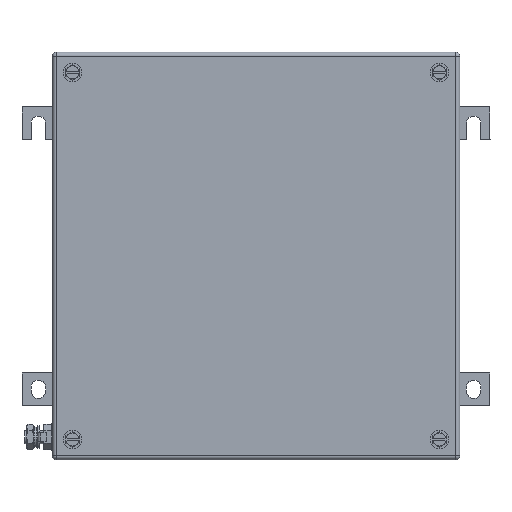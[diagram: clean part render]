
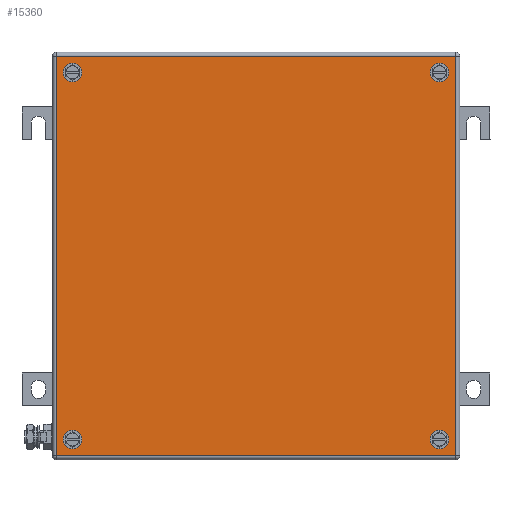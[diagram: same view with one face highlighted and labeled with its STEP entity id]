
A CAD part, top view. The second image highlights one B-rep face of the part: STEP entity #15360.
In plain terms, the highlighted planar face has unit normal (0, 0, 1).
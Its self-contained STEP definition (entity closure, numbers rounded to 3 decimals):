
#15234=AXIS2_PLACEMENT_3D('Circle Axis2P3D',#15232,#15233,$) ;
#15261=AXIS2_PLACEMENT_3D('Plane Axis2P3D',#15258,#15259,#15260) ;
#15299=AXIS2_PLACEMENT_3D('Circle Axis2P3D',#15297,#15298,$) ;
#15308=AXIS2_PLACEMENT_3D('Circle Axis2P3D',#15306,#15307,$) ;
#15317=AXIS2_PLACEMENT_3D('Circle Axis2P3D',#15315,#15316,$) ;
#15326=AXIS2_PLACEMENT_3D('Circle Axis2P3D',#15324,#15325,$) ;
#15335=AXIS2_PLACEMENT_3D('Circle Axis2P3D',#15333,#15334,$) ;
#15344=AXIS2_PLACEMENT_3D('Circle Axis2P3D',#15342,#15343,$) ;
#15353=AXIS2_PLACEMENT_3D('Circle Axis2P3D',#15351,#15352,$) ;
#15229=CARTESIAN_POINT('Vertex',(41.5,296.,153.5)) ;
#15232=CARTESIAN_POINT('Axis2P3D Location',(38.,296.,153.5)) ;
#15236=CARTESIAN_POINT('Vertex',(34.5,296.,153.5)) ;
#15258=CARTESIAN_POINT('Axis2P3D Location',(178.5,155.5,153.5)) ;
#15263=CARTESIAN_POINT('Line Origine',(178.5,308.,153.5)) ;
#15267=CARTESIAN_POINT('Vertex',(331.,308.,153.5)) ;
#15269=CARTESIAN_POINT('Vertex',(26.,308.,153.5)) ;
#15272=CARTESIAN_POINT('Line Origine',(26.,155.5,153.5)) ;
#15276=CARTESIAN_POINT('Vertex',(26.,3.,153.5)) ;
#15279=CARTESIAN_POINT('Line Origine',(178.5,3.,153.5)) ;
#15283=CARTESIAN_POINT('Vertex',(331.,3.,153.5)) ;
#15286=CARTESIAN_POINT('Line Origine',(331.,155.5,153.5)) ;
#15297=CARTESIAN_POINT('Axis2P3D Location',(38.,296.,153.5)) ;
#15306=CARTESIAN_POINT('Axis2P3D Location',(38.,15.,153.5)) ;
#15310=CARTESIAN_POINT('Vertex',(34.5,15.,153.5)) ;
#15312=CARTESIAN_POINT('Vertex',(41.5,15.,153.5)) ;
#15315=CARTESIAN_POINT('Axis2P3D Location',(38.,15.,153.5)) ;
#15324=CARTESIAN_POINT('Axis2P3D Location',(319.,15.,153.5)) ;
#15328=CARTESIAN_POINT('Vertex',(322.5,15.,153.5)) ;
#15330=CARTESIAN_POINT('Vertex',(315.5,15.,153.5)) ;
#15333=CARTESIAN_POINT('Axis2P3D Location',(319.,15.,153.5)) ;
#15342=CARTESIAN_POINT('Axis2P3D Location',(319.,296.,153.5)) ;
#15346=CARTESIAN_POINT('Vertex',(322.5,296.,153.5)) ;
#15348=CARTESIAN_POINT('Vertex',(315.5,296.,153.5)) ;
#15351=CARTESIAN_POINT('Axis2P3D Location',(319.,296.,153.5)) ;
#15233=DIRECTION('Axis2P3D Direction',(0.,0.,1.)) ;
#15259=DIRECTION('Axis2P3D Direction',(0.,0.,1.)) ;
#15260=DIRECTION('Axis2P3D XDirection',(1.,0.,0.)) ;
#15264=DIRECTION('Vector Direction',(1.,0.,0.)) ;
#15273=DIRECTION('Vector Direction',(0.,-1.,0.)) ;
#15280=DIRECTION('Vector Direction',(1.,0.,0.)) ;
#15287=DIRECTION('Vector Direction',(0.,1.,0.)) ;
#15298=DIRECTION('Axis2P3D Direction',(0.,0.,1.)) ;
#15307=DIRECTION('Axis2P3D Direction',(0.,0.,1.)) ;
#15316=DIRECTION('Axis2P3D Direction',(0.,0.,1.)) ;
#15325=DIRECTION('Axis2P3D Direction',(0.,0.,1.)) ;
#15334=DIRECTION('Axis2P3D Direction',(0.,0.,1.)) ;
#15343=DIRECTION('Axis2P3D Direction',(0.,0.,1.)) ;
#15352=DIRECTION('Axis2P3D Direction',(0.,0.,1.)) ;
#15265=VECTOR('Line Direction',#15264,1.) ;
#15274=VECTOR('Line Direction',#15273,1.) ;
#15281=VECTOR('Line Direction',#15280,1.) ;
#15288=VECTOR('Line Direction',#15287,1.) ;
#15292=ORIENTED_EDGE('',*,*,#15271,.T.) ;
#15293=ORIENTED_EDGE('',*,*,#15278,.T.) ;
#15294=ORIENTED_EDGE('',*,*,#15285,.T.) ;
#15295=ORIENTED_EDGE('',*,*,#15290,.T.) ;
#15303=ORIENTED_EDGE('',*,*,#15301,.F.) ;
#15304=ORIENTED_EDGE('',*,*,#15238,.F.) ;
#15321=ORIENTED_EDGE('',*,*,#15314,.F.) ;
#15322=ORIENTED_EDGE('',*,*,#15319,.F.) ;
#15339=ORIENTED_EDGE('',*,*,#15332,.F.) ;
#15340=ORIENTED_EDGE('',*,*,#15337,.F.) ;
#15357=ORIENTED_EDGE('',*,*,#15350,.F.) ;
#15358=ORIENTED_EDGE('',*,*,#15355,.F.) ;
#15305=FACE_BOUND('',#15302,.T.) ;
#15323=FACE_BOUND('',#15320,.T.) ;
#15341=FACE_BOUND('',#15338,.T.) ;
#15359=FACE_BOUND('',#15356,.T.) ;
#15360=ADVANCED_FACE('ZUB_KTB_FS_303015_0GP_AllCATPart.2\\ZUB_DE_KTB_FS_260x260.1\\DE_KTB_MH_PART_MASTER.1\\Koerper.2',(#15296,#15305,#15323,#15341,#15359),#15262,.T.) ;
#15235=CIRCLE('generated circle',#15234,3.5) ;
#15300=CIRCLE('generated circle',#15299,3.5) ;
#15309=CIRCLE('generated circle',#15308,3.5) ;
#15318=CIRCLE('generated circle',#15317,3.5) ;
#15327=CIRCLE('generated circle',#15326,3.5) ;
#15336=CIRCLE('generated circle',#15335,3.5) ;
#15345=CIRCLE('generated circle',#15344,3.5) ;
#15354=CIRCLE('generated circle',#15353,3.5) ;
#15238=EDGE_CURVE('',#15230,#15237,#15235,.T.) ;
#15271=EDGE_CURVE('',#15268,#15270,#15266,.F.) ;
#15278=EDGE_CURVE('',#15270,#15277,#15275,.T.) ;
#15285=EDGE_CURVE('',#15277,#15284,#15282,.T.) ;
#15290=EDGE_CURVE('',#15284,#15268,#15289,.T.) ;
#15301=EDGE_CURVE('',#15237,#15230,#15300,.T.) ;
#15314=EDGE_CURVE('',#15311,#15313,#15309,.T.) ;
#15319=EDGE_CURVE('',#15313,#15311,#15318,.T.) ;
#15332=EDGE_CURVE('',#15329,#15331,#15327,.T.) ;
#15337=EDGE_CURVE('',#15331,#15329,#15336,.T.) ;
#15350=EDGE_CURVE('',#15347,#15349,#15345,.T.) ;
#15355=EDGE_CURVE('',#15349,#15347,#15354,.T.) ;
#15291=EDGE_LOOP('',(#15292,#15293,#15294,#15295)) ;
#15302=EDGE_LOOP('',(#15303,#15304)) ;
#15320=EDGE_LOOP('',(#15321,#15322)) ;
#15338=EDGE_LOOP('',(#15339,#15340)) ;
#15356=EDGE_LOOP('',(#15357,#15358)) ;
#15296=FACE_OUTER_BOUND('',#15291,.T.) ;
#15266=LINE('Line',#15263,#15265) ;
#15275=LINE('Line',#15272,#15274) ;
#15282=LINE('Line',#15279,#15281) ;
#15289=LINE('Line',#15286,#15288) ;
#15262=PLANE('',#15261) ;
#15230=VERTEX_POINT('',#15229) ;
#15237=VERTEX_POINT('',#15236) ;
#15268=VERTEX_POINT('',#15267) ;
#15270=VERTEX_POINT('',#15269) ;
#15277=VERTEX_POINT('',#15276) ;
#15284=VERTEX_POINT('',#15283) ;
#15311=VERTEX_POINT('',#15310) ;
#15313=VERTEX_POINT('',#15312) ;
#15329=VERTEX_POINT('',#15328) ;
#15331=VERTEX_POINT('',#15330) ;
#15347=VERTEX_POINT('',#15346) ;
#15349=VERTEX_POINT('',#15348) ;
